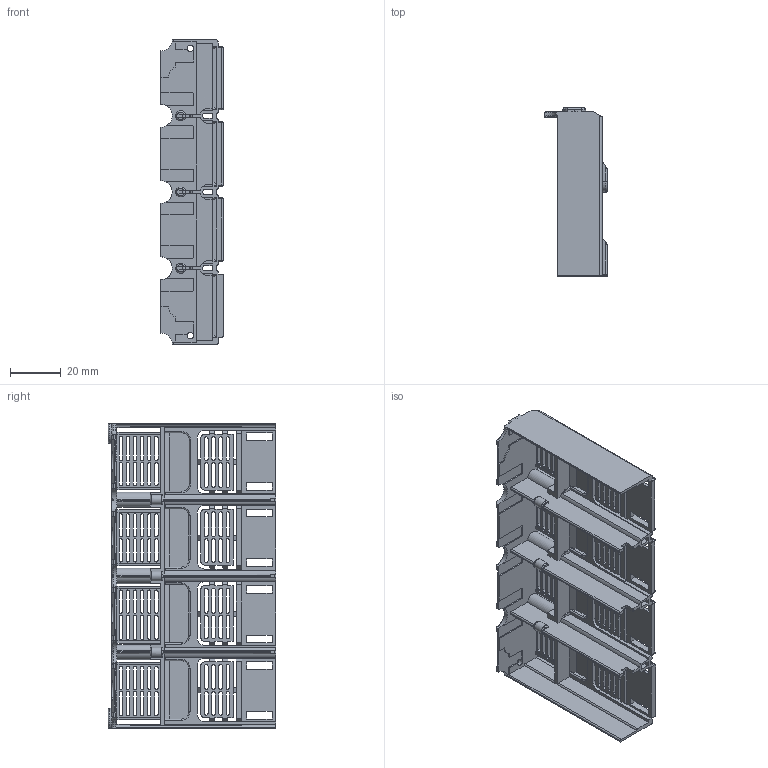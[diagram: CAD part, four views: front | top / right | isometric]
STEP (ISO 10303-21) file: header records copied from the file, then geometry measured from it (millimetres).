
FILE_DESCRIPTION((''),'2;1');
FILE_NAME('NM8-100_4P_-483664','2021-09-08T08:36:12',('zhxmin'),(''),'CREO PARAMETRIC BY PTC INC, 2018020','CREO PARAMETRIC BY PTC INC, 2018020','');
FILE_SCHEMA(('CONFIG_CONTROL_DESIGN','SHAPE_APPEARANCE_LAYERS_GROUPS'));
Length unit declared in the file: metre
Products named in the file (1): NM8-100_4P_-483664
Bounding box: 24.5 x 66 x 120 mm (x, y, z)
Volume: 22684.9 mm3; surface area: 37306.8 mm2
Topology: 1 solids, 1 shells, 1073 faces, 3596 edges, 2461 vertices
Faces by surface type: plane 651, cylinder 368, torus 33, sphere 16, bspline 5
Entity records: 48477 total; most frequent: CARTESIAN_POINT 8147, ORIENTED_EDGE 7170, DIRECTION 6632, EDGE_CURVE 3585, VERTEX_POINT 2461, VECTOR 2270, LINE 2270, AXIS2_PLACEMENT_3D 2181
